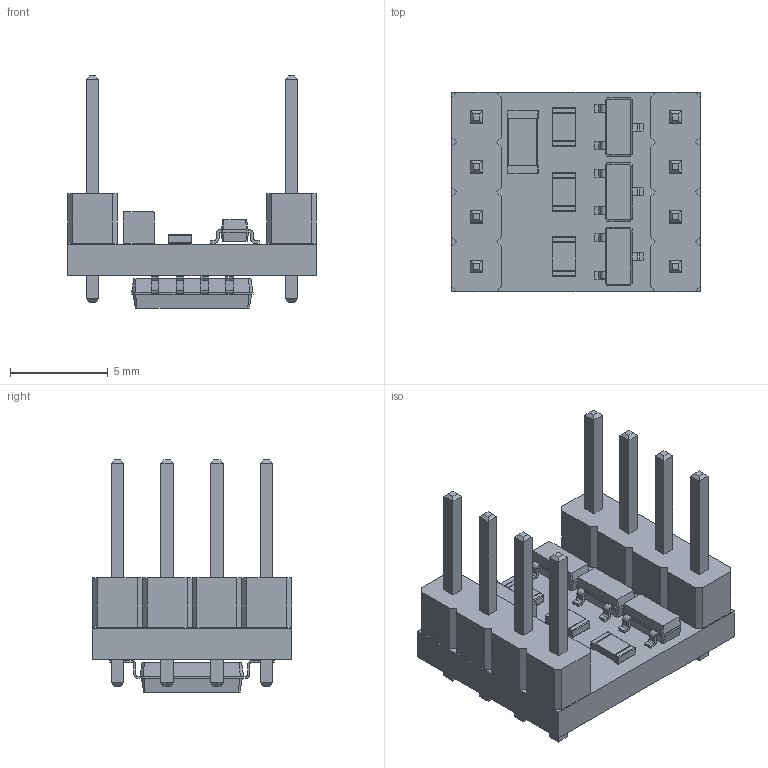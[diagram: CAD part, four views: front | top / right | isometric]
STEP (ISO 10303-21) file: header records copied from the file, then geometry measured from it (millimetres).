
FILE_DESCRIPTION(/* description */ ('KiCad electronic assembly'),/* implementation_level */ '2;1');
FILE_NAME(/* name */ 'Scavenger''TinyFX_Headers.step',/* time_stamp */ '2021-10-06T16:13:19+02:00',/* author */ ('Rayan'),/* organization */ ('A Company'),/* preprocessor_version */ 'ST-DEVELOPER v18',/* originating_system */ 'Autodesk Inventor 2020',/* authorisation */ 'Unknown');
FILE_SCHEMA (('CONFIG_CONTROL_DESIGN'));
Length unit declared in the file: millimetre
Products named in the file (12): TinyFX_Headers; SOT-23; SOLID; PinHeader_1x04_P2.54mm_Vertical; SOLID_1; SO-8_5.3x6.2mm_P1.27mm; SOLID_2; R_0805_2012Metric; SOLID_3; C_1206_3216Metric; SOLID_4; COMPOUND
Assembly tree (16 placements, depth 3):
  TinyFX_Headers
    SOT-23  x3
      SOLID
    PinHeader_1x04_P2.54mm_Vertical  x2
      SOLID_1
    SO-8_5.3x6.2mm_P1.27mm
      SOLID_2
    R_0805_2012Metric  x3
      SOLID_3
    C_1206_3216Metric
      SOLID_4
    COMPOUND
Bounding box: 12.7 x 10.16 x 11.84 mm (x, y, z)
Volume: 424.7 mm3; surface area: 991.1 mm2
Topology: 11 solids, 11 shells, 704 faces, 1749 edges, 1086 vertices
Faces by surface type: plane 591, cylinder 113
Full cylindrical faces by diameter (mm): 0.4 x1, 1 x8
Entity records: 12775 total; most frequent: CARTESIAN_POINT 2082, DIRECTION 2037, ORIENTED_EDGE 2030, EDGE_CURVE 1015, LINE 851, VECTOR 851, VERTEX_POINT 638, AXIS2_PLACEMENT_3D 593
